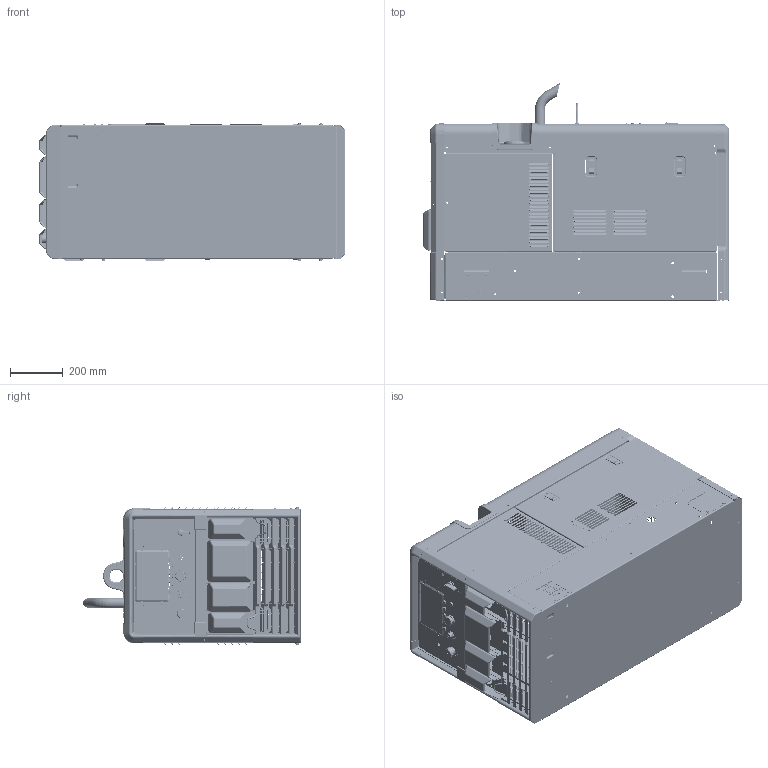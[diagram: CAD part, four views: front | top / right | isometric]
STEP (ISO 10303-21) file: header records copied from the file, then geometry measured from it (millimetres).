
FILE_DESCRIPTION (( 'STEP AP214' ), '1' );
FILE_NAME ('907849 SURFACES.STEP', '2024-03-15T12:31:22', ( '' ), ( '' ), 'SwSTEP 2.0', 'SolidWorks 2022', '' );
FILE_SCHEMA (( 'AUTOMOTIVE_DESIGN' ));
Length unit declared in the file: inch
Products named in the file (1): 907849 SURFACES
Bounding box: 1161.3 x 828.58 x 523.24 mm (x, y, z)
Surface area: 7237829 mm2 (no closed solid volume)
Topology: 0 solids, 280 shells, 3862 faces, 18907 edges, 14453 vertices
Faces by surface type: plane 2151, cylinder 1038, bspline 275, torus 236, cone 127, sphere 35
Entity records: 259173 total; most frequent: CARTESIAN_POINT 66754, DIRECTION 27314, ORIENTED_EDGE 25984, EDGE_CURVE 18904, VERTEX_POINT 14452, VECTOR 11538, LINE 11538, AXIS2_PLACEMENT_3D 7888
